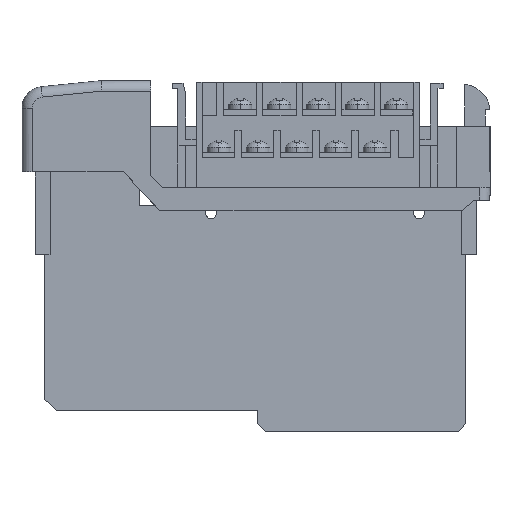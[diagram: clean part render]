
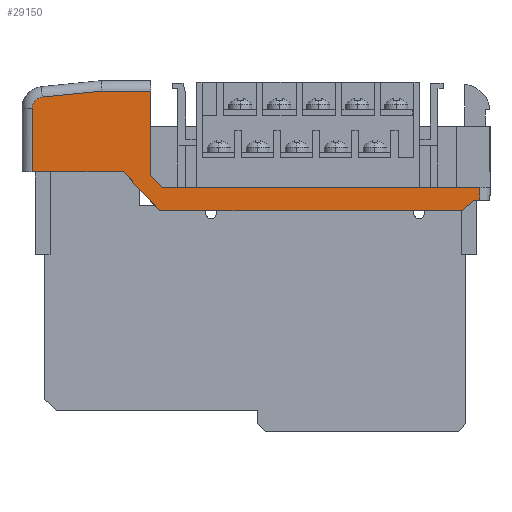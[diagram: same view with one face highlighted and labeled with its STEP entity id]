
A CAD part, left-side view. The second image highlights one B-rep face of the part: STEP entity #29150.
In plain terms, the highlighted planar face has unit normal (-1, 0, 0).
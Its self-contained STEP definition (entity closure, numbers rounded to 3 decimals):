
#26064 = CARTESIAN_POINT ( 'NONE',  ( 0.5, 34.17, 3.114 ) ) ;
#26322 = CARTESIAN_POINT ( 'NONE',  ( 0.5, 24.723, 3.114 ) ) ;
#26323 = DIRECTION ( 'NONE',  ( 0., 1., 0. ) ) ;
#26324 = VECTOR ( 'NONE', #26323, 1000. ) ;
#26325 = CARTESIAN_POINT ( 'NONE',  ( 0.5, 34.27, 3.114 ) ) ;
#26326 = LINE ( 'NONE', #26325, #26324 ) ;
#26730 = DIRECTION ( 'NONE',  ( 0., -1., 0. ) ) ;
#26731 = VECTOR ( 'NONE', #26730, 1000. ) ;
#26732 = CARTESIAN_POINT ( 'NONE',  ( 0.5, 22.973, -19.886 ) ) ;
#26733 = LINE ( 'NONE', #26732, #26731 ) ;
#26748 = CARTESIAN_POINT ( 'NONE',  ( 0.5, -35.258, -19.886 ) ) ;
#26749 = DIRECTION ( 'NONE',  ( 0., -0.731, 0.682 ) ) ;
#26750 = VECTOR ( 'NONE', #26749, 1000. ) ;
#26751 = CARTESIAN_POINT ( 'NONE',  ( 0.5, -35.258, -19.886 ) ) ;
#26752 = LINE ( 'NONE', #26751, #26750 ) ;
#26822 = CARTESIAN_POINT ( 'NONE',  ( 0.5, -37.408, -17.879 ) ) ;
#26823 = DIRECTION ( 'NONE',  ( 0., -1., 0. ) ) ;
#26824 = VECTOR ( 'NONE', #26823, 1000. ) ;
#26825 = CARTESIAN_POINT ( 'NONE',  ( 0.5, -37.408, -17.879 ) ) ;
#26826 = LINE ( 'NONE', #26825, #26824 ) ;
#26827 = CARTESIAN_POINT ( 'NONE',  ( 0.5, -38.527, -17.879 ) ) ;
#26834 = CARTESIAN_POINT ( 'NONE',  ( 0.5, 22.973, -19.886 ) ) ;
#26849 = FACE_OUTER_BOUND ( 'NONE', #29151, .T. ) ;
#26873 = CARTESIAN_POINT ( 'NONE',  ( 0.5, 22.532, -15.386 ) ) ;
#26874 = DIRECTION ( 'NONE',  ( 0., -1., 0. ) ) ;
#26875 = VECTOR ( 'NONE', #26874, 1000. ) ;
#26876 = CARTESIAN_POINT ( 'NONE',  ( 0.5, 22.532, -15.386 ) ) ;
#26877 = LINE ( 'NONE', #26876, #26875 ) ;
#26878 = CARTESIAN_POINT ( 'NONE',  ( 0.5, -38.527, -15.386 ) ) ;
#26879 = DIRECTION ( 'NONE',  ( 0., 0., 1. ) ) ;
#26880 = VECTOR ( 'NONE', #26879, 1000. ) ;
#26881 = CARTESIAN_POINT ( 'NONE',  ( 0.5, -38.527, -0.463 ) ) ;
#26882 = LINE ( 'NONE', #26881, #26880 ) ;
#26883 = DIRECTION ( 'NONE',  ( 0., 0., -1. ) ) ;
#26884 = DIRECTION ( 'NONE',  ( 1., 0., 0. ) ) ;
#26885 = CARTESIAN_POINT ( 'NONE',  ( 0.5, -35.258, -0.876 ) ) ;
#26886 = AXIS2_PLACEMENT_3D ( 'NONE', #26885, #26884, #26883 ) ;
#26887 = PLANE ( 'NONE',  #26886 ) ;
#26930 = CARTESIAN_POINT ( 'NONE',  ( 0.5, 29.973, -12.386 ) ) ;
#26931 = DIRECTION ( 'NONE',  ( 0., -0.682, -0.731 ) ) ;
#26932 = VECTOR ( 'NONE', #26931, 1000. ) ;
#26933 = CARTESIAN_POINT ( 'NONE',  ( 0.5, 22.973, -19.886 ) ) ;
#26934 = LINE ( 'NONE', #26933, #26932 ) ;
#26935 = CARTESIAN_POINT ( 'NONE',  ( 0.5, 47.473, -12.386 ) ) ;
#26936 = DIRECTION ( 'NONE',  ( 0., -1., 0. ) ) ;
#26937 = VECTOR ( 'NONE', #26936, 1000. ) ;
#26938 = CARTESIAN_POINT ( 'NONE',  ( 0.5, 29.973, -12.386 ) ) ;
#26939 = LINE ( 'NONE', #26938, #26937 ) ;
#27036 = DIRECTION ( 'NONE',  ( 0., 0., -1. ) ) ;
#27037 = VECTOR ( 'NONE', #27036, 1000. ) ;
#27038 = CARTESIAN_POINT ( 'NONE',  ( 0.5, 47.473, -12.386 ) ) ;
#27039 = LINE ( 'NONE', #27038, #27037 ) ;
#27040 = CARTESIAN_POINT ( 'NONE',  ( 0.5, 47.473, -0.213 ) ) ;
#27041 = DIRECTION ( 'NONE',  ( 0., 0., -1. ) ) ;
#27042 = DIRECTION ( 'NONE',  ( -1., 0., 0. ) ) ;
#27043 = CARTESIAN_POINT ( 'NONE',  ( 0.5, 45.358, -0.133 ) ) ;
#27044 = AXIS2_PLACEMENT_3D ( 'NONE', #27043, #27042, #27041 ) ;
#27045 = CIRCLE ( 'NONE', #27044, 2.116 ) ;
#27046 = CARTESIAN_POINT ( 'NONE',  ( 0.5, 45.569, 1.973 ) ) ;
#27047 = DIRECTION ( 'NONE',  ( 0., 0.995, -0.1 ) ) ;
#27048 = VECTOR ( 'NONE', #27047, 1000. ) ;
#27049 = CARTESIAN_POINT ( 'NONE',  ( 0.5, 45.569, 1.973 ) ) ;
#27050 = LINE ( 'NONE', #27049, #27048 ) ;
#27051 = DIRECTION ( 'NONE',  ( 0., 0., -1. ) ) ;
#27052 = VECTOR ( 'NONE', #27051, 1000. ) ;
#27053 = CARTESIAN_POINT ( 'NONE',  ( 0.5, 24.723, 4.364 ) ) ;
#27054 = LINE ( 'NONE', #27053, #27052 ) ;
#27055 = CARTESIAN_POINT ( 'NONE',  ( 0.5, 24.723, -13.054 ) ) ;
#27056 = DIRECTION ( 'NONE',  ( 0., -0.685, -0.729 ) ) ;
#27057 = VECTOR ( 'NONE', #27056, 1000. ) ;
#27058 = CARTESIAN_POINT ( 'NONE',  ( 0.5, 22.532, -15.386 ) ) ;
#27059 = LINE ( 'NONE', #27058, #27057 ) ;
#28841 = VERTEX_POINT ( 'NONE', #26064 ) ;
#28929 = EDGE_CURVE ( 'NONE', #28930, #28841, #26326, .T. ) ;
#28930 = VERTEX_POINT ( 'NONE', #26322 ) ;
#29112 = EDGE_CURVE ( 'NONE', #29138, #29128, #26733, .T. ) ;
#29127 = EDGE_CURVE ( 'NONE', #29128, #29145, #26752, .T. ) ;
#29128 = VERTEX_POINT ( 'NONE', #26748 ) ;
#29138 = VERTEX_POINT ( 'NONE', #26834 ) ;
#29142 = VERTEX_POINT ( 'NONE', #26827 ) ;
#29144 = EDGE_CURVE ( 'NONE', #29145, #29142, #26826, .T. ) ;
#29145 = VERTEX_POINT ( 'NONE', #26822 ) ;
#29150 = ADVANCED_FACE ( 'NONE', ( #26849 ), #26887, .F. ) ;
#29151 = EDGE_LOOP ( 'NONE', ( #29152, #29155, #29158, #29219, #29221, #29222, #29225, #29228, #29206, #29207, #29208, #29209, #29210 ) ) ;
#29152 = ORIENTED_EDGE ( 'NONE', *, *, #29153, .T. ) ;
#29153 = EDGE_CURVE ( 'NONE', #29142, #29154, #26882, .T. ) ;
#29154 = VERTEX_POINT ( 'NONE', #26878 ) ;
#29155 = ORIENTED_EDGE ( 'NONE', *, *, #29156, .F. ) ;
#29156 = EDGE_CURVE ( 'NONE', #29157, #29154, #26877, .T. ) ;
#29157 = VERTEX_POINT ( 'NONE', #26873 ) ;
#29158 = ORIENTED_EDGE ( 'NONE', *, *, #29217, .F. ) ;
#29181 = EDGE_CURVE ( 'NONE', #29182, #29185, #26939, .T. ) ;
#29182 = VERTEX_POINT ( 'NONE', #26935 ) ;
#29184 = EDGE_CURVE ( 'NONE', #29185, #29138, #26934, .T. ) ;
#29185 = VERTEX_POINT ( 'NONE', #26930 ) ;
#29206 = ORIENTED_EDGE ( 'NONE', *, *, #29181, .T. ) ;
#29207 = ORIENTED_EDGE ( 'NONE', *, *, #29184, .T. ) ;
#29208 = ORIENTED_EDGE ( 'NONE', *, *, #29112, .T. ) ;
#29209 = ORIENTED_EDGE ( 'NONE', *, *, #29127, .T. ) ;
#29210 = ORIENTED_EDGE ( 'NONE', *, *, #29144, .T. ) ;
#29217 = EDGE_CURVE ( 'NONE', #29218, #29157, #27059, .T. ) ;
#29218 = VERTEX_POINT ( 'NONE', #27055 ) ;
#29219 = ORIENTED_EDGE ( 'NONE', *, *, #29220, .F. ) ;
#29220 = EDGE_CURVE ( 'NONE', #28930, #29218, #27054, .T. ) ;
#29221 = ORIENTED_EDGE ( 'NONE', *, *, #28929, .T. ) ;
#29222 = ORIENTED_EDGE ( 'NONE', *, *, #29223, .T. ) ;
#29223 = EDGE_CURVE ( 'NONE', #28841, #29224, #27050, .T. ) ;
#29224 = VERTEX_POINT ( 'NONE', #27046 ) ;
#29225 = ORIENTED_EDGE ( 'NONE', *, *, #29226, .T. ) ;
#29226 = EDGE_CURVE ( 'NONE', #29224, #29227, #27045, .T. ) ;
#29227 = VERTEX_POINT ( 'NONE', #27040 ) ;
#29228 = ORIENTED_EDGE ( 'NONE', *, *, #29229, .T. ) ;
#29229 = EDGE_CURVE ( 'NONE', #29227, #29182, #27039, .T. ) ;
